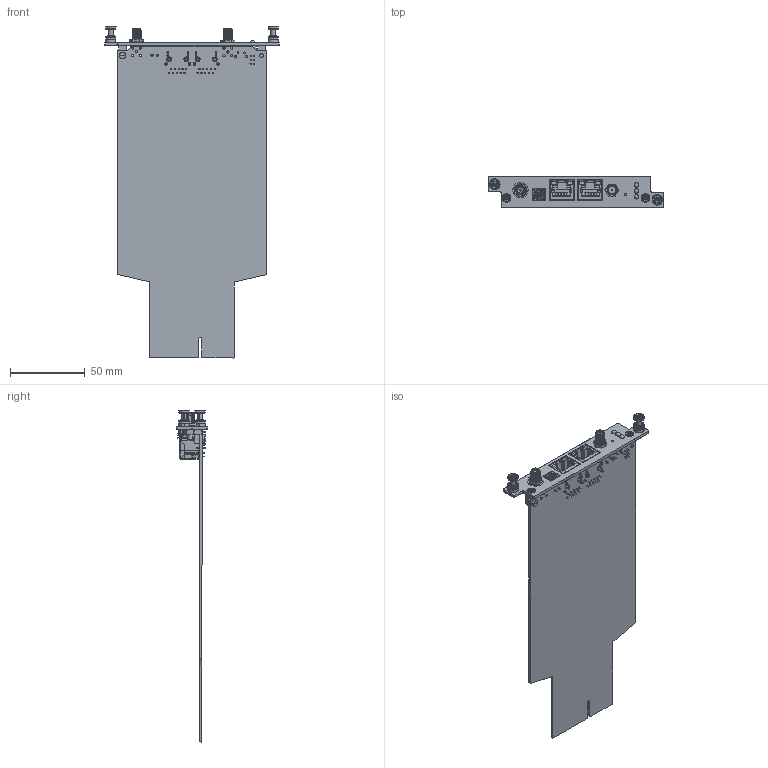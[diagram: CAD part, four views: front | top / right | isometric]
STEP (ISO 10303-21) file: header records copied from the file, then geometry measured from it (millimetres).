
FILE_DESCRIPTION(('FreeCAD Model'),'2;1');
FILE_NAME('Open CASCADE Shape Model','2024-05-21T10:04:27',(''),(''), 'Open CASCADE STEP processor 7.6','FreeCAD','Unknown');
FILE_SCHEMA(('AUTOMOTIVE_DESIGN { 1 0 10303 214 1 1 1 1 }'));
Length unit declared in the file: millimetre
Products named in the file (98): BL8702G1500_v0100; Part; Body; PFHV_M3-0_PFHV_M3-LI; KVT_PFHV_M3_011_KVT_PFHV_M3_011; KVT_PFHV_M3_012_KVT_PFHV_M3_012; PFHV_M3-0_PFHV_M3-RE; KVT_PFHV_M3_011_KVT_PFHV_M3_012; KVT_PFHV_M3_012_KVT_PFHV_M3_013; PCB; SMA; Solid004; Solid; Solid001; Solid002; Solid003; hex8.0_T1.8 nut001; test; RFCT-SMA059-F13_revA001; SMA ST Bulkhead Jack001; SMA ST Bulkhead Body001; SMA Insulator A001; SMA JACK Pin001; SMA Pin RP001; hex8.0_T1.8 nut002; Dia10.3_T0.5washer001; PCB002; Board; ME100; 6190659520; Extruded; 6190659328; Extruded001; ME101; 6190659520001; Extruded002; 6190659328001; Extruded003; A600; c-1825027-2-g-3d ...
Assembly tree (97 placements, depth 8):
  BL8702G1500_v0100
    Part
      Body
      PFHV_M3-0_PFHV_M3-LI
        KVT_PFHV_M3_011_KVT_PFHV_M3_011
        KVT_PFHV_M3_012_KVT_PFHV_M3_012
      PFHV_M3-0_PFHV_M3-RE
        KVT_PFHV_M3_011_KVT_PFHV_M3_012
        KVT_PFHV_M3_012_KVT_PFHV_M3_013
    PCB
      SMA
        Solid004
        Solid
        Solid001
        Solid002
        Solid003
        hex8.0_T1.8 nut001
      test
        RFCT-SMA059-F13_revA001
          SMA ST Bulkhead Jack001
            SMA ST Bulkhead Body001
            SMA Insulator A001
            SMA JACK Pin001
            SMA Pin RP001
          hex8.0_T1.8 nut002
          Dia10.3_T0.5washer001
        PCB002
          Board
          ME100
            6190659520
              Extruded
            6190659328
              Extruded001
          ME101
            6190659520001
              Extruded002
            6190659328001
              Extruded003
          A600
            c-1825027-2-g-3d
          LED600
            6190656064
              Extruded004
            6190656256
              Extruded005
            6190656256001
              Extruded006
            6190656256002
              Extruded007
            6190656256003
              Extruded008
            6190656256004
              Extruded009
            6190656256005
              Extruded010
            6190656448
              Extruded011
            6190656640
              Sphere
            6190657024
Bounding box: 117 x 21.06 x 222.22 mm (x, y, z)
Volume: 45155.3 mm3; surface area: 63862.7 mm2
Topology: 52 solids, 53 shells, 3408 faces, 8882 edges, 5674 vertices
Faces by surface type: plane 1907, cylinder 942, bspline 300, cone 170, torus 49, extrusion 28, sphere 11, revolution 1
Full cylindrical faces by diameter (mm): 0.195 x1, 0.4 x5, 0.7 x1, 0.8 x7, 0.9 x20, 0.95 x1, 1 x2, 1.02 x8, 1.25 x4, 1.3 x2, 1.4 x3, 1.5 x1, 1.54 x10, 1.7 x4, 1.8 x1, 2.224 x3, 2.5 x3, 2.6 x2, 2.7 x2, 2.9 x5, 3.1 x4, 3.25 x4, 4.1 x1, 4.15 x1, 4.7 x3, 5.3 x1, 5.7 x2, 7 x1, 10.3 x1
Entity records: 349438 total; most frequent: CARTESIAN_POINT 172879, DIRECTION 29193, VECTOR 18209, LINE 18181, ORIENTED_EDGE 17712, PCURVE 17712, DEFINITIONAL_REPRESENTATION 17712, EDGE_CURVE 8856
